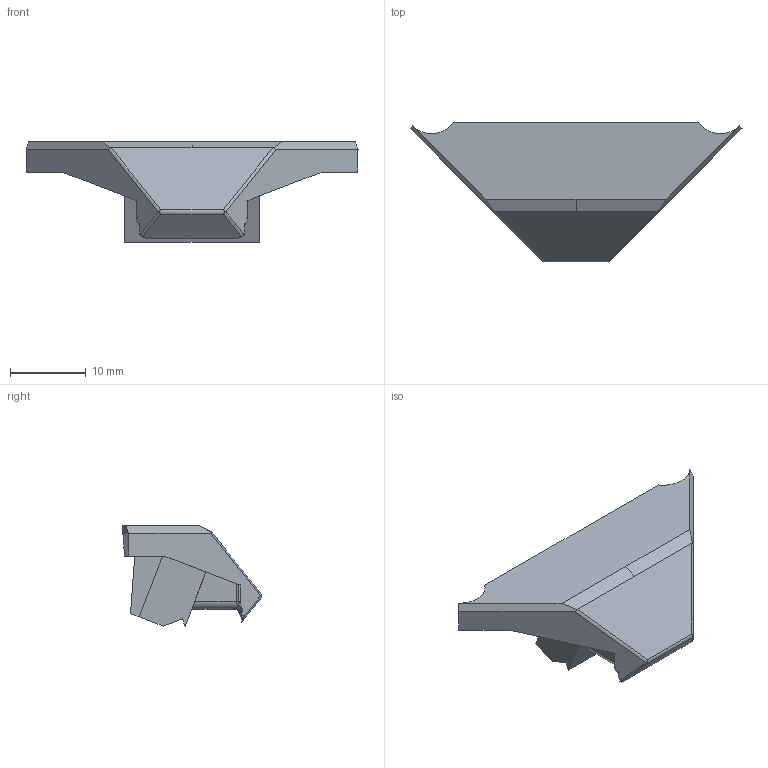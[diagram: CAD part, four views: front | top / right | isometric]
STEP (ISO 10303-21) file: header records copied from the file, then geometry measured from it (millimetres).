
FILE_DESCRIPTION(('HOOPS Exchange Step'),'2;1');
FILE_NAME('temp_export','2024-12-21T17:11:03+08:00',('27699'),('Shapr3D Limited'),'HOOPS Exchange 2024.6','Shapr3D','Authorized');
FILE_SCHEMA( ('AP242_MANAGED_MODEL_BASED_3D_ENGINEERING_MIM_LF {1 0 10303 442 1 1 4 }') );
Length unit declared in the file: millimetre
Products named in the file (1): 前端屏幕接口盖
Bounding box: 43.86 x 18.41 x 13.25 mm (x, y, z)
Volume: 3540.1 mm3; surface area: 1862.7 mm2
Topology: 1 solids, 1 shells, 73 faces, 216 edges, 145 vertices
Faces by surface type: plane 32, bspline 20, cylinder 15, sphere 4, cone 2
Entity records: 3656 total; most frequent: CARTESIAN_POINT 1870, ORIENTED_EDGE 432, DIRECTION 264, EDGE_CURVE 216, VERTEX_POINT 145, VECTOR 94, LINE 94, B_SPLINE_CURVE_WITH_KNOTS 86
